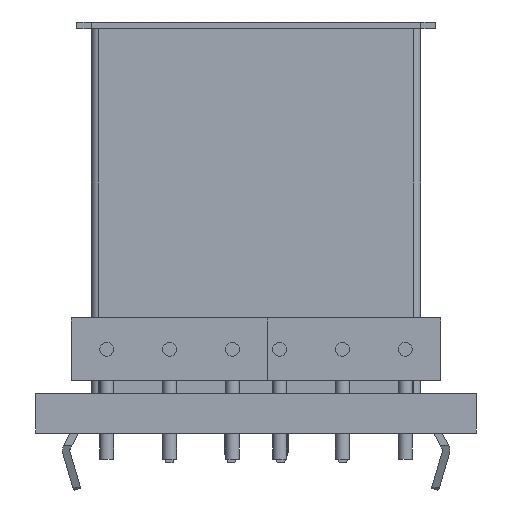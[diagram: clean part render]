
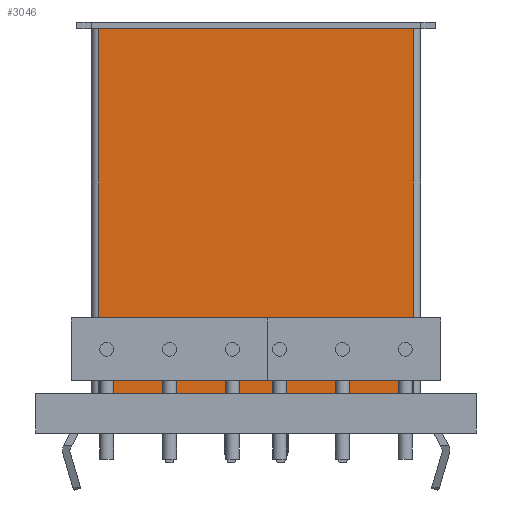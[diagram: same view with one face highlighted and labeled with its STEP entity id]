
A CAD part, front view. The second image highlights one B-rep face of the part: STEP entity #3046.
In plain terms, the highlighted planar face has unit normal (0, -1, 0).
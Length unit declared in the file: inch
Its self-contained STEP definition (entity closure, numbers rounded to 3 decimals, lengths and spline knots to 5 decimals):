
#183=PLANE('',#3401);
#319=FACE_OUTER_BOUND('',#518,.T.);
#518=EDGE_LOOP('',(#2557,#2558,#2559,#2560));
#738=LINE('',#4886,#1045);
#764=LINE('',#4971,#1071);
#802=LINE('',#5046,#1109);
#803=LINE('',#5047,#1110);
#1045=VECTOR('',#3969,0.5);
#1071=VECTOR('',#4037,0.5);
#1109=VECTOR('',#4099,0.57992);
#1110=VECTOR('',#4100,0.57992);
#1478=VERTEX_POINT('',#4883);
#1479=VERTEX_POINT('',#4885);
#1516=VERTEX_POINT('',#4968);
#1517=VERTEX_POINT('',#4970);
#1832=EDGE_CURVE('',#1478,#1479,#738,.T.);
#1878=EDGE_CURVE('',#1516,#1517,#764,.T.);
#1917=EDGE_CURVE('',#1516,#1479,#802,.T.);
#1918=EDGE_CURVE('',#1478,#1517,#803,.T.);
#2557=ORIENTED_EDGE('',*,*,#1878,.F.);
#2558=ORIENTED_EDGE('',*,*,#1917,.T.);
#2559=ORIENTED_EDGE('',*,*,#1832,.F.);
#2560=ORIENTED_EDGE('',*,*,#1918,.T.);
#3046=ADVANCED_FACE('',(#319),#183,.F.);
#3401=AXIS2_PLACEMENT_3D('',#5045,#4097,#4098);
#3969=DIRECTION('',(1.,0.,0.));
#4037=DIRECTION('',(-1.,0.,0.));
#4097=DIRECTION('center_axis',(0.,1.,0.));
#4098=DIRECTION('ref_axis',(0.,0.,1.));
#4099=DIRECTION('',(0.,0.,1.));
#4100=DIRECTION('',(0.,0.,-1.));
#4883=CARTESIAN_POINT('',(-0.25,-0.11654,0.59055));
#4885=CARTESIAN_POINT('',(0.25,-0.11654,0.59055));
#4886=CARTESIAN_POINT('',(-0.25,-0.11654,0.59055));
#4968=CARTESIAN_POINT('',(0.25,-0.11654,0.01063));
#4970=CARTESIAN_POINT('',(-0.25,-0.11654,0.01063));
#4971=CARTESIAN_POINT('',(0.25,-0.11654,0.01063));
#5045=CARTESIAN_POINT('Origin',(-0.26181,-0.11654,0.59055));
#5046=CARTESIAN_POINT('',(0.25,-0.11654,0.01063));
#5047=CARTESIAN_POINT('',(-0.25,-0.11654,0.59055));
